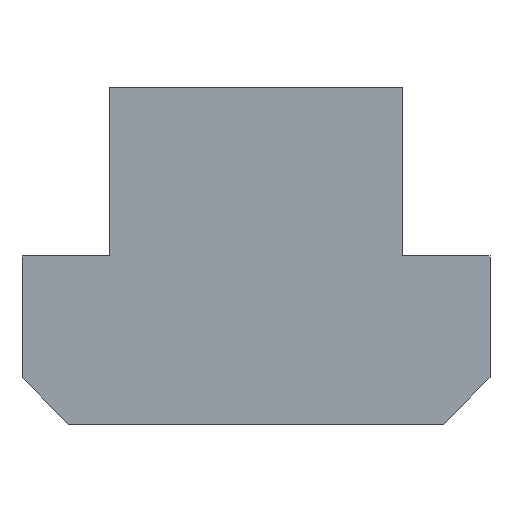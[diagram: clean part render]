
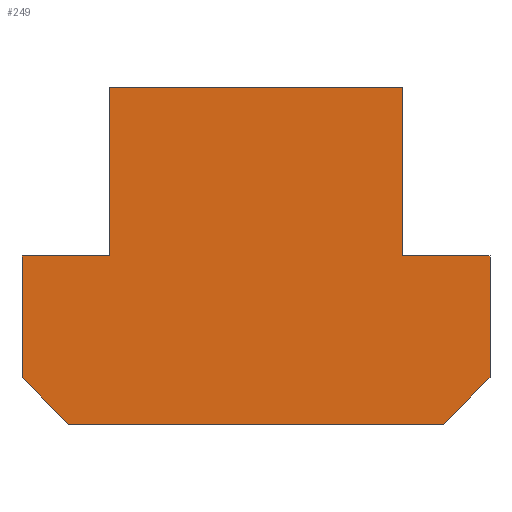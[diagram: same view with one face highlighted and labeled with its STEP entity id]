
A CAD part, front view. The second image highlights one B-rep face of the part: STEP entity #249.
In plain terms, the highlighted planar face has unit normal (0, -1, 0).
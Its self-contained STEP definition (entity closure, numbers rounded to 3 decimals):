
#117=EDGE_CURVE('',#131,#235,#311,.T.);
#131=VERTEX_POINT('',#328);
#133=EDGE_CURVE('',#145,#131,#330,.T.);
#135=VERTEX_POINT('',#332);
#143=EDGE_CURVE('',#135,#145,#340,.T.);
#145=VERTEX_POINT('',#342);
#161=VERTEX_POINT('',#360);
#165=VERTEX_POINT('',#364);
#167=EDGE_CURVE('',#165,#161,#366,.T.);
#171=EDGE_CURVE('',#161,#135,#370,.T.);
#177=EDGE_CURVE('',#195,#165,#378,.T.);
#189=EDGE_CURVE('',#213,#195,#390,.T.);
#195=VERTEX_POINT('',#396);
#199=EDGE_CURVE('',#271,#213,#400,.T.);
#213=VERTEX_POINT('',#415);
#227=EDGE_CURVE('',#235,#255,#430,.T.);
#235=VERTEX_POINT('',#439);
#245=EDGE_CURVE('',#255,#271,#451,.T.);
#249=ADVANCED_FACE('',(#455),#456,.T.);
#255=VERTEX_POINT('',#463);
#271=VERTEX_POINT('',#480);
#311=LINE('',#513,#514);
#328=CARTESIAN_POINT('',(12.5,-25.0,0.0));
#330=LINE('',#538,#539);
#332=CARTESIAN_POINT('',(7.8,-25.0,9.0));
#340=LINE('',#555,#556);
#342=CARTESIAN_POINT('',(7.8,-25.0,0.0));
#360=CARTESIAN_POINT('',(-7.8,-25.0,9.0));
#364=CARTESIAN_POINT('',(-7.8,-25.0,0.0));
#366=LINE('',#589,#590);
#370=LINE('',#597,#598);
#378=LINE('',#607,#608);
#390=LINE('',#624,#625);
#396=CARTESIAN_POINT('',(-12.5,-25.0,0.0));
#400=LINE('',#640,#641);
#415=CARTESIAN_POINT('',(-12.5,-25.0,-6.5));
#430=LINE('',#684,#685);
#439=CARTESIAN_POINT('',(12.5,-25.0,-6.5));
#451=LINE('',#710,#711);
#455=FACE_OUTER_BOUND('',#717,.T.);
#456=PLANE('',#718);
#463=CARTESIAN_POINT('',(10.,-25.0,-9.));
#480=CARTESIAN_POINT('',(-10.,-25.0,-9.));
#513=CARTESIAN_POINT('',(12.5,-25.0,-6.5));
#514=VECTOR('',#782,1.0);
#538=CARTESIAN_POINT('',(12.5,-25.0,0.0));
#539=VECTOR('',#810,1.0);
#555=CARTESIAN_POINT('',(7.8,-25.0,0.0));
#556=VECTOR('',#816,1.0);
#589=CARTESIAN_POINT('',(-7.8,-25.0,9.0));
#590=VECTOR('',#836,1.0);
#597=CARTESIAN_POINT('',(7.8,-25.0,9.0));
#598=VECTOR('',#838,1.0);
#607=CARTESIAN_POINT('',(-7.8,-25.0,0.0));
#608=VECTOR('',#849,1.0);
#624=CARTESIAN_POINT('',(-12.5,-25.0,0.0));
#625=VECTOR('',#854,1.0);
#640=CARTESIAN_POINT('',(-12.5,-25.0,-6.5));
#641=VECTOR('',#857,1.0);
#684=CARTESIAN_POINT('',(10.,-25.0,-9.));
#685=VECTOR('',#885,1.0);
#710=CARTESIAN_POINT('',(-10.,-25.0,-9.));
#711=VECTOR('',#917,1.0);
#717=EDGE_LOOP('',(#920,#921,#922,#923,#924,#925,#926,#927,#928,#929));
#718=AXIS2_PLACEMENT_3D('',#930,#931,#932);
#782=DIRECTION('',(0.0,0.,-1.0));
#810=DIRECTION('',(1.0,0.0,0.0));
#816=DIRECTION('',(0.0,0.,-1.0));
#836=DIRECTION('',(0.0,0.,1.0));
#838=DIRECTION('',(1.0,0.0,0.0));
#849=DIRECTION('',(1.0,0.0,0.0));
#854=DIRECTION('',(0.0,0.,1.0));
#857=DIRECTION('',(-0.707,0.,0.707));
#885=DIRECTION('',(-0.707,0.,-0.707));
#917=DIRECTION('',(-1.0,0.0,0.0));
#920=ORIENTED_EDGE('',*,*,#227,.F.);
#921=ORIENTED_EDGE('',*,*,#117,.F.);
#922=ORIENTED_EDGE('',*,*,#133,.F.);
#923=ORIENTED_EDGE('',*,*,#143,.F.);
#924=ORIENTED_EDGE('',*,*,#171,.F.);
#925=ORIENTED_EDGE('',*,*,#167,.F.);
#926=ORIENTED_EDGE('',*,*,#177,.F.);
#927=ORIENTED_EDGE('',*,*,#189,.F.);
#928=ORIENTED_EDGE('',*,*,#199,.F.);
#929=ORIENTED_EDGE('',*,*,#245,.F.);
#930=CARTESIAN_POINT('',(0.0,-25.0,-0.67));
#931=DIRECTION('',(0.0,-1.0,0.));
#932=DIRECTION('',(1.0,0.0,0.0));
